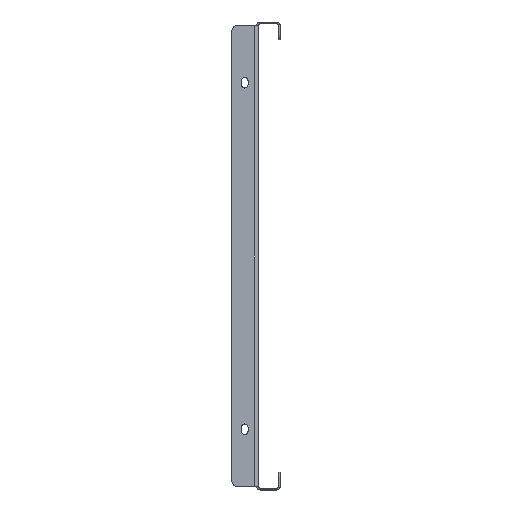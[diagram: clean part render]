
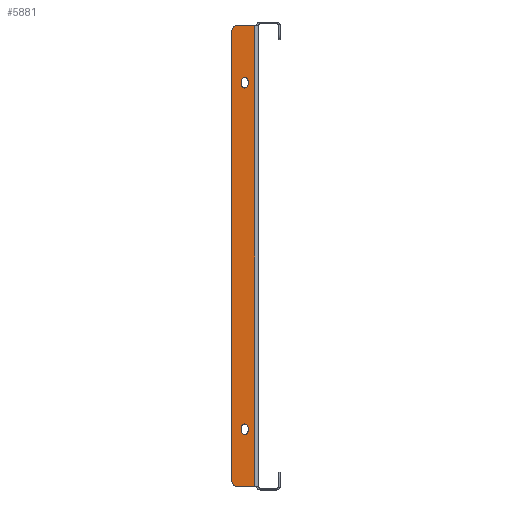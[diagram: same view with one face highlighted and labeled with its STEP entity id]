
A CAD part, left-side view. The second image highlights one B-rep face of the part: STEP entity #5881.
In plain terms, the highlighted planar face has unit normal (-1, 0, 0).
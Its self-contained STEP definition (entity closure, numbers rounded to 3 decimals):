
#9 = CARTESIAN_POINT ( 'NONE',  ( -296., 21., 190.5 ) ) ;
#103 = VECTOR ( 'NONE', #506, 1000. ) ;
#193 = EDGE_CURVE ( 'NONE', #5102, #6099, #14257, .T. ) ;
#456 = ORIENTED_EDGE ( 'NONE', *, *, #1250, .T. ) ;
#506 = DIRECTION ( 'NONE',  ( 0., 0., -1. ) ) ;
#521 = LINE ( 'NONE', #1919, #9435 ) ;
#537 = CARTESIAN_POINT ( 'NONE',  ( -296., 7.25, -148.75 ) ) ;
#605 = VECTOR ( 'NONE', #2571, 1000. ) ;
#704 = CARTESIAN_POINT ( 'NONE',  ( -296., 21., 195.5 ) ) ;
#886 = DIRECTION ( 'NONE',  ( 0., 0., 1. ) ) ;
#934 = DIRECTION ( 'NONE',  ( 0., -1., 0. ) ) ;
#1012 = CARTESIAN_POINT ( 'NONE',  ( -296., 16., 190.5 ) ) ;
#1089 = ORIENTED_EDGE ( 'NONE', *, *, #3665, .F. ) ;
#1108 = CARTESIAN_POINT ( 'NONE',  ( -296., 16., -190.5 ) ) ;
#1250 = EDGE_CURVE ( 'NONE', #1482, #9518, #8667, .T. ) ;
#1456 = DIRECTION ( 'NONE',  ( -1., 0., 0. ) ) ;
#1482 = VERTEX_POINT ( 'NONE', #7762 ) ;
#1510 = CARTESIAN_POINT ( 'NONE',  ( -296., 12.75, -145.25 ) ) ;
#1627 = ORIENTED_EDGE ( 'NONE', *, *, #11637, .F. ) ;
#1711 = CARTESIAN_POINT ( 'NONE',  ( -296., 7.25, 148.75 ) ) ;
#1919 = CARTESIAN_POINT ( 'NONE',  ( -296., 0., 195.5 ) ) ;
#2219 = CARTESIAN_POINT ( 'NONE',  ( -296., 7.25, -145.25 ) ) ;
#2409 = DIRECTION ( 'NONE',  ( 0., -1., 0. ) ) ;
#2571 = DIRECTION ( 'NONE',  ( 0., 0., -1. ) ) ;
#3376 = CARTESIAN_POINT ( 'NONE',  ( -296., 10., -148.75 ) ) ;
#3448 = VERTEX_POINT ( 'NONE', #8821 ) ;
#3603 = DIRECTION ( 'NONE',  ( 0., 1., 0. ) ) ;
#3665 = EDGE_CURVE ( 'NONE', #6099, #15177, #12027, .T. ) ;
#3741 = ORIENTED_EDGE ( 'NONE', *, *, #11843, .F. ) ;
#4021 = AXIS2_PLACEMENT_3D ( 'NONE', #13227, #1456, #2409 ) ;
#4282 = CIRCLE ( 'NONE', #4021, 2.75 ) ;
#4627 = DIRECTION ( 'NONE',  ( 0., -1., 0. ) ) ;
#4718 = DIRECTION ( 'NONE',  ( -1., 0., 0. ) ) ;
#5004 = VECTOR ( 'NONE', #11209, 1000. ) ;
#5047 = LINE ( 'NONE', #7388, #10899 ) ;
#5102 = VERTEX_POINT ( 'NONE', #13063 ) ;
#5334 = DIRECTION ( 'NONE',  ( 0., -1., 0. ) ) ;
#5677 = EDGE_CURVE ( 'NONE', #1482, #8745, #12396, .T. ) ;
#5783 = AXIS2_PLACEMENT_3D ( 'NONE', #5906, #4718, #9408 ) ;
#5818 = CARTESIAN_POINT ( 'NONE',  ( -296., 10., 145.25 ) ) ;
#5837 = EDGE_CURVE ( 'NONE', #11463, #9518, #15459, .T. ) ;
#5881 = ADVANCED_FACE ( 'NONE', ( #13008, #11673, #13084 ), #11829, .T. ) ;
#5904 = EDGE_CURVE ( 'NONE', #15096, #8745, #14525, .T. ) ;
#5906 = CARTESIAN_POINT ( 'NONE',  ( -296., 0., 0. ) ) ;
#5917 = DIRECTION ( 'NONE',  ( 0., -1., 0. ) ) ;
#6099 = VERTEX_POINT ( 'NONE', #537 ) ;
#7018 = DIRECTION ( 'NONE',  ( 0., 0., 1. ) ) ;
#7240 = EDGE_LOOP ( 'NONE', ( #10313, #9023, #10069, #456, #10071, #13572 ) ) ;
#7256 = VECTOR ( 'NONE', #9252, 1000. ) ;
#7388 = CARTESIAN_POINT ( 'NONE',  ( -296., 1.5, 0. ) ) ;
#7450 = CARTESIAN_POINT ( 'NONE',  ( -296., 1.5, -195.5 ) ) ;
#7461 = DIRECTION ( 'NONE',  ( 0., 0., 1. ) ) ;
#7486 = LINE ( 'NONE', #1510, #103 ) ;
#7615 = VERTEX_POINT ( 'NONE', #8594 ) ;
#7762 = CARTESIAN_POINT ( 'NONE',  ( -296., 21., -190.5 ) ) ;
#7764 = EDGE_CURVE ( 'NONE', #15096, #3448, #521, .T. ) ;
#7872 = AXIS2_PLACEMENT_3D ( 'NONE', #5818, #8286, #4627 ) ;
#8097 = VECTOR ( 'NONE', #7018, 1000. ) ;
#8286 = DIRECTION ( 'NONE',  ( -1., 0., 0. ) ) ;
#8289 = DIRECTION ( 'NONE',  ( -1., 0., 0. ) ) ;
#8525 = ORIENTED_EDGE ( 'NONE', *, *, #9688, .F. ) ;
#8536 = LINE ( 'NONE', #13399, #605 ) ;
#8574 = CIRCLE ( 'NONE', #14352, 2.75 ) ;
#8594 = CARTESIAN_POINT ( 'NONE',  ( -296., 12.75, 148.75 ) ) ;
#8660 = EDGE_CURVE ( 'NONE', #11463, #3448, #5047, .T. ) ;
#8667 = CIRCLE ( 'NONE', #12675, 5. ) ;
#8745 = VERTEX_POINT ( 'NONE', #9 ) ;
#8821 = CARTESIAN_POINT ( 'NONE',  ( -296., 1.5, 195.5 ) ) ;
#8840 = VERTEX_POINT ( 'NONE', #9312 ) ;
#9023 = ORIENTED_EDGE ( 'NONE', *, *, #5904, .T. ) ;
#9252 = DIRECTION ( 'NONE',  ( 0., 1., 0. ) ) ;
#9312 = CARTESIAN_POINT ( 'NONE',  ( -296., 12.75, -145.25 ) ) ;
#9408 = DIRECTION ( 'NONE',  ( 0., -1., 0. ) ) ;
#9435 = VECTOR ( 'NONE', #5334, 1000. ) ;
#9518 = VERTEX_POINT ( 'NONE', #12567 ) ;
#9688 = EDGE_CURVE ( 'NONE', #12854, #13840, #15244, .T. ) ;
#9749 = AXIS2_PLACEMENT_3D ( 'NONE', #1012, #14038, #934 ) ;
#9835 = VECTOR ( 'NONE', #886, 1000. ) ;
#10069 = ORIENTED_EDGE ( 'NONE', *, *, #5677, .F. ) ;
#10071 = ORIENTED_EDGE ( 'NONE', *, *, #5837, .F. ) ;
#10226 = EDGE_CURVE ( 'NONE', #7615, #14275, #8536, .T. ) ;
#10313 = ORIENTED_EDGE ( 'NONE', *, *, #7764, .F. ) ;
#10565 = EDGE_CURVE ( 'NONE', #8840, #5102, #7486, .T. ) ;
#10571 = CARTESIAN_POINT ( 'NONE',  ( -296., 7.25, -145.25 ) ) ;
#10660 = ORIENTED_EDGE ( 'NONE', *, *, #193, .F. ) ;
#10899 = VECTOR ( 'NONE', #7461, 1000. ) ;
#11209 = DIRECTION ( 'NONE',  ( 0., 0., 1. ) ) ;
#11463 = VERTEX_POINT ( 'NONE', #7450 ) ;
#11482 = AXIS2_PLACEMENT_3D ( 'NONE', #3376, #11597, #15302 ) ;
#11597 = DIRECTION ( 'NONE',  ( -1., 0., 0. ) ) ;
#11637 = EDGE_CURVE ( 'NONE', #14275, #12854, #14637, .T. ) ;
#11673 = FACE_BOUND ( 'NONE', #13985, .T. ) ;
#11829 = PLANE ( 'NONE',  #5783 ) ;
#11843 = EDGE_CURVE ( 'NONE', #13840, #7615, #4282, .T. ) ;
#12027 = LINE ( 'NONE', #2219, #8097 ) ;
#12396 = LINE ( 'NONE', #704, #5004 ) ;
#12461 = CARTESIAN_POINT ( 'NONE',  ( -296., 16., 195.5 ) ) ;
#12475 = EDGE_LOOP ( 'NONE', ( #1627, #14490, #3741, #8525 ) ) ;
#12567 = CARTESIAN_POINT ( 'NONE',  ( -296., 16., -195.5 ) ) ;
#12675 = AXIS2_PLACEMENT_3D ( 'NONE', #1108, #15538, #5917 ) ;
#12854 = VERTEX_POINT ( 'NONE', #13519 ) ;
#12855 = CARTESIAN_POINT ( 'NONE',  ( -296., 21., -195.5 ) ) ;
#13008 = FACE_BOUND ( 'NONE', #12475, .T. ) ;
#13063 = CARTESIAN_POINT ( 'NONE',  ( -296., 12.75, -148.75 ) ) ;
#13084 = FACE_OUTER_BOUND ( 'NONE', #7240, .T. ) ;
#13227 = CARTESIAN_POINT ( 'NONE',  ( -296., 10., 148.75 ) ) ;
#13399 = CARTESIAN_POINT ( 'NONE',  ( -296., 12.75, 145.25 ) ) ;
#13519 = CARTESIAN_POINT ( 'NONE',  ( -296., 7.25, 145.25 ) ) ;
#13572 = ORIENTED_EDGE ( 'NONE', *, *, #8660, .T. ) ;
#13840 = VERTEX_POINT ( 'NONE', #1711 ) ;
#13985 = EDGE_LOOP ( 'NONE', ( #14535, #1089, #10660, #15478 ) ) ;
#14013 = EDGE_CURVE ( 'NONE', #15177, #8840, #8574, .T. ) ;
#14038 = DIRECTION ( 'NONE',  ( -1., 0., 0. ) ) ;
#14257 = CIRCLE ( 'NONE', #11482, 2.75 ) ;
#14275 = VERTEX_POINT ( 'NONE', #14972 ) ;
#14344 = CARTESIAN_POINT ( 'NONE',  ( -296., 10., -145.25 ) ) ;
#14352 = AXIS2_PLACEMENT_3D ( 'NONE', #14344, #8289, #3603 ) ;
#14490 = ORIENTED_EDGE ( 'NONE', *, *, #10226, .F. ) ;
#14525 = CIRCLE ( 'NONE', #9749, 5. ) ;
#14535 = ORIENTED_EDGE ( 'NONE', *, *, #14013, .F. ) ;
#14637 = CIRCLE ( 'NONE', #7872, 2.75 ) ;
#14972 = CARTESIAN_POINT ( 'NONE',  ( -296., 12.75, 145.25 ) ) ;
#15096 = VERTEX_POINT ( 'NONE', #12461 ) ;
#15177 = VERTEX_POINT ( 'NONE', #10571 ) ;
#15244 = LINE ( 'NONE', #15405, #9835 ) ;
#15302 = DIRECTION ( 'NONE',  ( 0., 1., 0. ) ) ;
#15405 = CARTESIAN_POINT ( 'NONE',  ( -296., 7.25, 145.25 ) ) ;
#15459 = LINE ( 'NONE', #12855, #7256 ) ;
#15478 = ORIENTED_EDGE ( 'NONE', *, *, #10565, .F. ) ;
#15538 = DIRECTION ( 'NONE',  ( -1., 0., 0. ) ) ;
